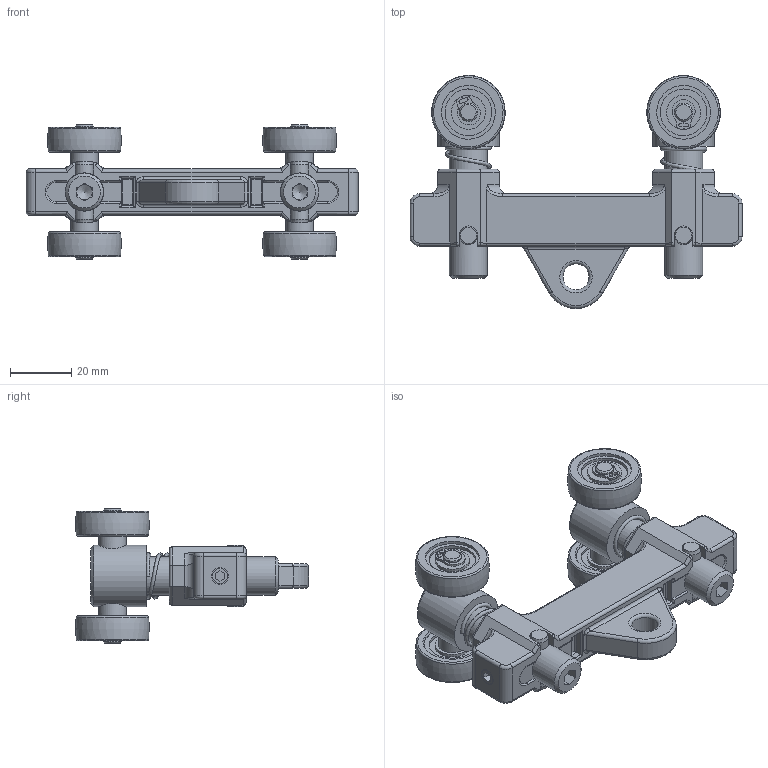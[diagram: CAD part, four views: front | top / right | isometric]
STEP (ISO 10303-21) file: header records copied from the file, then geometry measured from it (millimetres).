
FILE_DESCRIPTION (( 'STEP AP214' ), '1' );
FILE_NAME ('800.019.104.STEP', '2015-09-29T11:34:21', ( '' ), ( '' ), 'SwSTEP 2.0', 'SolidWorks 2012', '' );
FILE_SCHEMA (( 'AUTOMOTIVE_DESIGN' ));
Length unit declared in the file: millimetre
Products named in the file (11): circlip for shafts normal_din_Circlip DIN 471 - 6 x 0.7; Socket Set Screw Cone Point_ALUSIC_ISO 4027 - M6 x 16-S; 800.019.117; 800.019.116_Default<A macchina>; Parallel Pin Hardened_BSI_Parallel Pin ISO 8734 - 6 x 20 - A - St; 800.019.120; 800.019.119; 800.019.121; 800.019.118-1; 800.019.114; 800.019.104
Assembly tree (27 placements, depth 2):
  800.019.104
    800.019.114
    800.019.118-1  x2
    800.019.121  x2
    800.019.119  x2
    800.019.120  x4
    Parallel Pin Hardened_BSI_Parallel Pin ISO 8734 - 6 x 20 - A - St  x2
    800.019.116_Default<A macchina>  x4
    800.019.117  x4
    Socket Set Screw Cone Point_ALUSIC_ISO 4027 - M6 x 16-S  x2
    circlip for shafts normal_din_Circlip DIN 471 - 6 x 0.7  x4
Bounding box: 108 x 75.81 x 43.8 mm (x, y, z)
Volume: 64218 mm3; surface area: 35738.9 mm2
Topology: 27 solids, 27 shells, 594 faces, 1335 edges, 824 vertices
Faces by surface type: cylinder 246, plane 220, cone 82, torus 30, bspline 16
Full cylindrical faces by diameter (mm): 5 x4, 5.5 x4, 6 x44, 6.1 x2, 8.5 x1, 9 x4, 11.1 x8, 12.4 x2, 12.5 x2, 15.2 x8, 16 x2, 17.5 x4, 18.5 x4, 19 x8, 20 x2
Entity records: 11276 total; most frequent: CARTESIAN_POINT 3465, DIRECTION 1534, ORIENTED_EDGE 1380, EDGE_CURVE 690, AXIS2_PLACEMENT_3D 592, EDGE_LOOP 472, VERTEX_POINT 464, FACE_OUTER_BOUND 400
